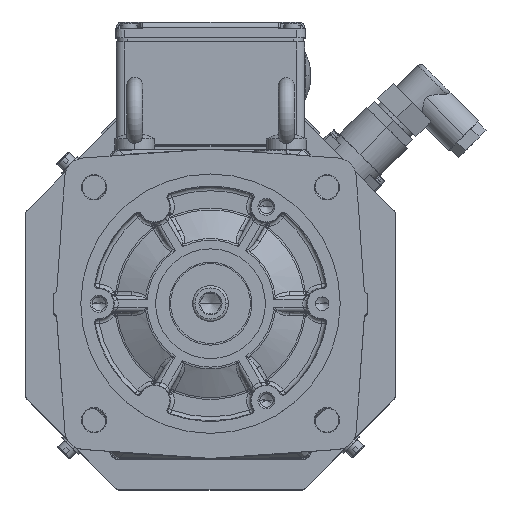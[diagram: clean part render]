
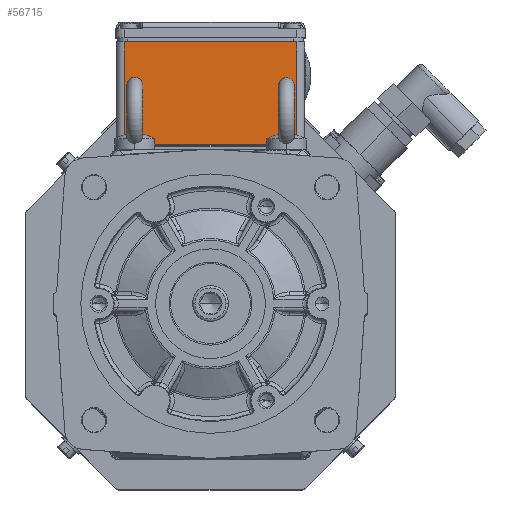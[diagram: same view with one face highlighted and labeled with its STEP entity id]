
A CAD part, top view. The second image highlights one B-rep face of the part: STEP entity #56715.
In plain terms, the highlighted planar face has unit normal (0, 0, 1).
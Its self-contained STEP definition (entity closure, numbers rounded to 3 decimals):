
#53352=DIRECTION('',(1.,0.,0.));
#53353=VECTOR('',#53352,86.5);
#53354=CARTESIAN_POINT('',(-43.25,131.5,81.75));
#53355=LINE('',#53354,#53353);
#53567=DIRECTION('',(0.,-1.,0.));
#53568=VECTOR('',#53567,51.5);
#53569=CARTESIAN_POINT('',(-43.25,131.5,81.75));
#53570=LINE('',#53569,#53568);
#53576=DIRECTION('',(1.,0.,0.));
#53577=VECTOR('',#53576,86.5);
#53578=CARTESIAN_POINT('',(-43.25,80.,81.75));
#53579=LINE('',#53578,#53577);
#53580=DIRECTION('',(0.,-1.,0.));
#53581=VECTOR('',#53580,51.5);
#53582=CARTESIAN_POINT('',(43.25,131.5,81.75));
#53583=LINE('',#53582,#53581);
#54710=CARTESIAN_POINT('',(-43.25,131.5,81.75));
#54711=VERTEX_POINT('',#54710);
#54712=CARTESIAN_POINT('',(-43.25,80.,81.75));
#54713=VERTEX_POINT('',#54712);
#54714=CARTESIAN_POINT('',(43.25,131.5,81.75));
#54715=CARTESIAN_POINT('',(43.25,80.,81.75));
#54716=VERTEX_POINT('',#54714);
#54717=VERTEX_POINT('',#54715);
#56703=CARTESIAN_POINT('',(-47.25,79.5,81.75));
#56704=DIRECTION('',(0.,0.,1.));
#56705=DIRECTION('',(1.,0.,0.));
#56706=AXIS2_PLACEMENT_3D('',#56703,#56704,#56705);
#56707=PLANE('',#56706);
#56708=ORIENTED_EDGE('',*,*,#56697,.F.);
#56709=ORIENTED_EDGE('',*,*,#56519,.T.);
#56711=ORIENTED_EDGE('',*,*,#56710,.T.);
#56712=ORIENTED_EDGE('',*,*,#56591,.F.);
#56713=EDGE_LOOP('',(#56708,#56709,#56711,#56712));
#56714=FACE_OUTER_BOUND('',#56713,.F.);
#56715=ADVANCED_FACE('',(#56714),#56707,.T.);
#56519=EDGE_CURVE('',#54711,#54716,#53355,.T.);
#56591=EDGE_CURVE('',#54713,#54717,#53579,.T.);
#56697=EDGE_CURVE('',#54711,#54713,#53570,.T.);
#56710=EDGE_CURVE('',#54716,#54717,#53583,.T.);
